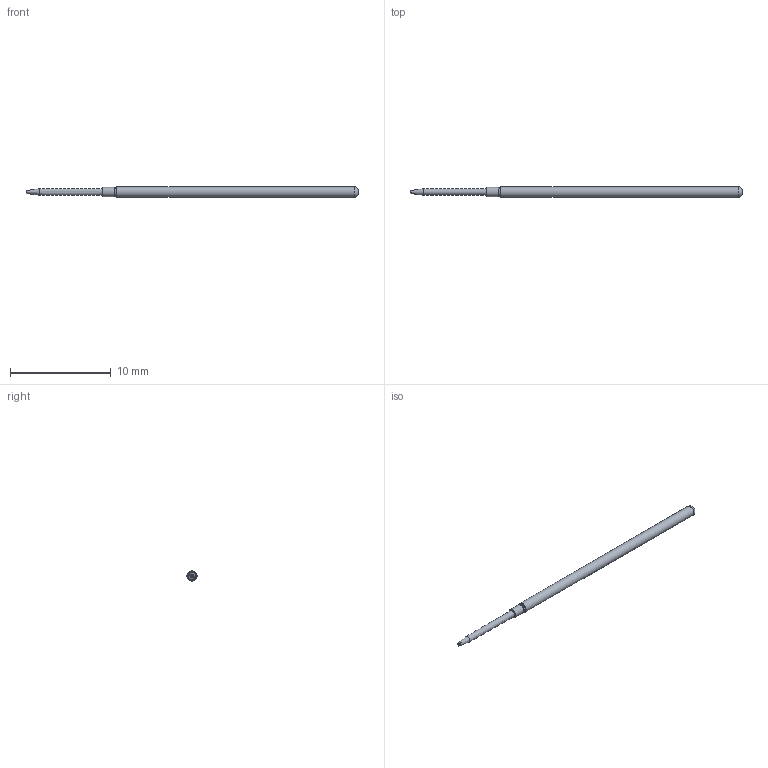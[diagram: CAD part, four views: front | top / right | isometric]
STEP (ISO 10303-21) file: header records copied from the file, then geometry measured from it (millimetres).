
FILE_DESCRIPTION (( 'STEP AP214' ), '1' );
FILE_NAME ('075-2554.STEP', '2021-01-13T17:58:33', ( '' ), ( '' ), 'SwSTEP 2.0', 'SolidWorks 2020', '' );
FILE_SCHEMA (( 'AUTOMOTIVE_DESIGN' ));
Length unit declared in the file: inch
Products named in the file (1): 075-2554
Bounding box: 33.02 x 1.02 x 1.02 mm (x, y, z)
Volume: 22.9 mm3; surface area: 96.9 mm2
Topology: 1 solids, 1 shells, 32 faces, 76 edges, 47 vertices
Faces by surface type: bspline 12, cone 7, plane 6, torus 4, cylinder 3
Full cylindrical faces by diameter (mm): 0.457 x1, 0.914 x1, 1.021 x1
Entity records: 2874 total; most frequent: CARTESIAN_POINT 1848, ORIENTED_EDGE 126, DIRECTION 80, EDGE_CURVE 63, B_SPLINE_CURVE_WITH_KNOTS 44, VERTEX_POINT 44, EDGE_LOOP 43, AXIS2_PLACEMENT_3D 40
